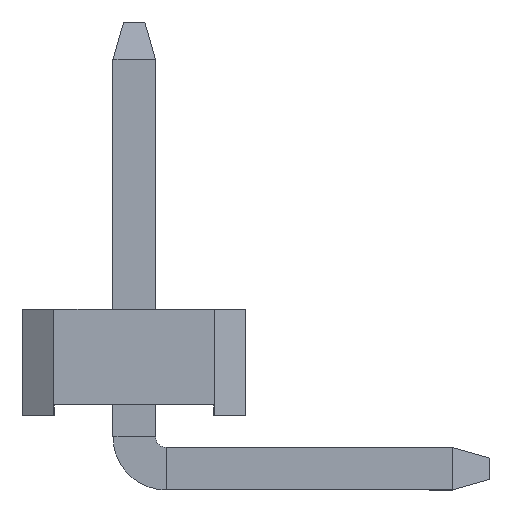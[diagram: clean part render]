
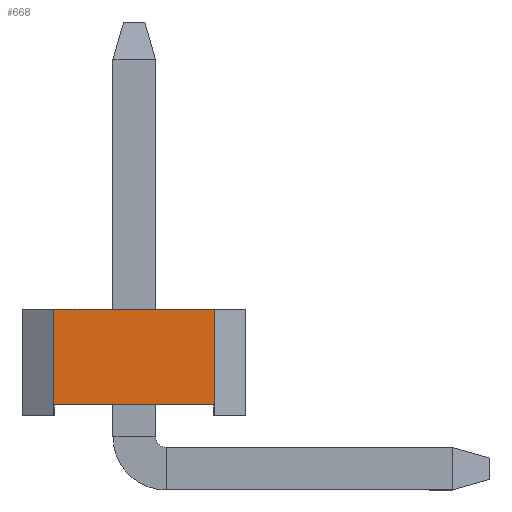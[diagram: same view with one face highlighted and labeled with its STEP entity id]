
A CAD part, left-side view. The second image highlights one B-rep face of the part: STEP entity #668.
In plain terms, the highlighted planar face has unit normal (-1, 0, 0).
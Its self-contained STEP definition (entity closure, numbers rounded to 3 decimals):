
#117 = ORIENTED_EDGE ( 'NONE', *, *, #423, .T. ) ;
#118 = ORIENTED_EDGE ( 'NONE', *, *, #120, .F. ) ;
#119 = VERTEX_POINT ( 'NONE', #870 ) ;
#120 = EDGE_CURVE ( 'NONE', #119, #639, #904, .T. ) ;
#400 = EDGE_CURVE ( 'NONE', #420, #776, #1397, .T. ) ;
#420 = VERTEX_POINT ( 'NONE', #1385 ) ;
#423 = EDGE_CURVE ( 'NONE', #119, #420, #1448, .T. ) ;
#429 = ORIENTED_EDGE ( 'NONE', *, *, #400, .T. ) ;
#441 = ORIENTED_EDGE ( 'NONE', *, *, #775, .T. ) ;
#474 = ORIENTED_EDGE ( 'NONE', *, *, #509, .T. ) ;
#509 = EDGE_CURVE ( 'NONE', #612, #650, #1569, .T. ) ;
#598 = EDGE_LOOP ( 'NONE', ( #626, #627, #676, #118, #117, #429, #441, #474 ) ) ;
#612 = VERTEX_POINT ( 'NONE', #1755 ) ;
#624 = VERTEX_POINT ( 'NONE', #1714 ) ;
#626 = ORIENTED_EDGE ( 'NONE', *, *, #651, .T. ) ;
#627 = ORIENTED_EDGE ( 'NONE', *, *, #714, .T. ) ;
#628 = VERTEX_POINT ( 'NONE', #1754 ) ;
#639 = VERTEX_POINT ( 'NONE', #1669 ) ;
#650 = VERTEX_POINT ( 'NONE', #1776 ) ;
#651 = EDGE_CURVE ( 'NONE', #650, #624, #1771, .T. ) ;
#658 = EDGE_CURVE ( '����22', #639, #628, #1780, .T. ) ;
#668 = ADVANCED_FACE ( 'NONE', ( #1796 ), #1787, .F. ) ;
#676 = ORIENTED_EDGE ( 'NONE', *, *, #658, .F. ) ;
#714 = EDGE_CURVE ( 'NONE', #624, #628, #1993, .T. ) ;
#775 = EDGE_CURVE ( 'NONE', #776, #612, #1965, .T. ) ;
#776 = VERTEX_POINT ( 'NONE', #1961 ) ;
#870 = CARTESIAN_POINT ( 'NONE',  ( -2.54, 0.755, 0. ) ) ;
#901 = DIRECTION ( 'NONE',  ( 0., 0., 1. ) ) ;
#902 = VECTOR ( 'NONE', #901, 1000. ) ;
#903 = CARTESIAN_POINT ( 'NONE',  ( -2.54, 0.755, 0. ) ) ;
#904 = LINE ( 'NONE', #903, #902 ) ;
#1385 = CARTESIAN_POINT ( 'NONE',  ( -2.54, 0.75, 0. ) ) ;
#1397 = LINE ( 'NONE', #1440, #1450 ) ;
#1440 = CARTESIAN_POINT ( 'NONE',  ( -2.54, 0.75, 0.1 ) ) ;
#1445 = DIRECTION ( 'NONE',  ( 0., -1., 0. ) ) ;
#1446 = VECTOR ( 'NONE', #1445, 1000. ) ;
#1447 = CARTESIAN_POINT ( 'NONE',  ( -2.54, -1.05, 0. ) ) ;
#1448 = LINE ( 'NONE', #1447, #1446 ) ;
#1449 = DIRECTION ( 'NONE',  ( 0., 0., 1. ) ) ;
#1450 = VECTOR ( 'NONE', #1449, 1000. ) ;
#1566 = DIRECTION ( 'NONE',  ( 0., 0., -1. ) ) ;
#1567 = VECTOR ( 'NONE', #1566, 1000. ) ;
#1568 = CARTESIAN_POINT ( 'NONE',  ( -2.54, -0.75, 0.1 ) ) ;
#1569 = LINE ( 'NONE', #1568, #1567 ) ;
#1669 = CARTESIAN_POINT ( 'NONE',  ( -2.54, 0.755, 1. ) ) ;
#1714 = CARTESIAN_POINT ( 'NONE',  ( -2.54, -0.755, 0. ) ) ;
#1754 = CARTESIAN_POINT ( 'NONE',  ( -2.54, -0.755, 1. ) ) ;
#1755 = CARTESIAN_POINT ( 'NONE',  ( -2.54, -0.75, 0.1 ) ) ;
#1765 = DIRECTION ( 'NONE',  ( 0., 0., -1. ) ) ;
#1766 = DIRECTION ( 'NONE',  ( 1., 0., 0. ) ) ;
#1767 = CARTESIAN_POINT ( 'NONE',  ( -2.54, -1.05, 1. ) ) ;
#1768 = DIRECTION ( 'NONE',  ( 0., -1., 0. ) ) ;
#1769 = VECTOR ( 'NONE', #1768, 1000. ) ;
#1770 = CARTESIAN_POINT ( 'NONE',  ( -2.54, -1.05, 0. ) ) ;
#1771 = LINE ( 'NONE', #1770, #1769 ) ;
#1776 = CARTESIAN_POINT ( 'NONE',  ( -2.54, -0.75, 0. ) ) ;
#1777 = DIRECTION ( 'NONE',  ( 0., -1., 0. ) ) ;
#1778 = VECTOR ( 'NONE', #1777, 1000. ) ;
#1779 = CARTESIAN_POINT ( 'NONE',  ( -2.54, -1.05, 1. ) ) ;
#1780 = LINE ( 'NONE', #1779, #1778 ) ;
#1787 = PLANE ( 'NONE',  #1789 ) ;
#1789 = AXIS2_PLACEMENT_3D ( 'NONE', #1767, #1766, #1765 ) ;
#1796 = FACE_OUTER_BOUND ( 'NONE', #598, .T. ) ;
#1897 = VECTOR ( 'NONE', #1915, 1000. ) ;
#1915 = DIRECTION ( 'NONE',  ( 0., 0., 1. ) ) ;
#1938 = CARTESIAN_POINT ( 'NONE',  ( -2.54, -0.755, 0. ) ) ;
#1961 = CARTESIAN_POINT ( 'NONE',  ( -2.54, 0.75, 0.1 ) ) ;
#1962 = DIRECTION ( 'NONE',  ( 0., -1., 0. ) ) ;
#1963 = VECTOR ( 'NONE', #1962, 1000. ) ;
#1964 = CARTESIAN_POINT ( 'NONE',  ( -2.54, -0.75, 0.1 ) ) ;
#1965 = LINE ( 'NONE', #1964, #1963 ) ;
#1993 = LINE ( 'NONE', #1938, #1897 ) ;
